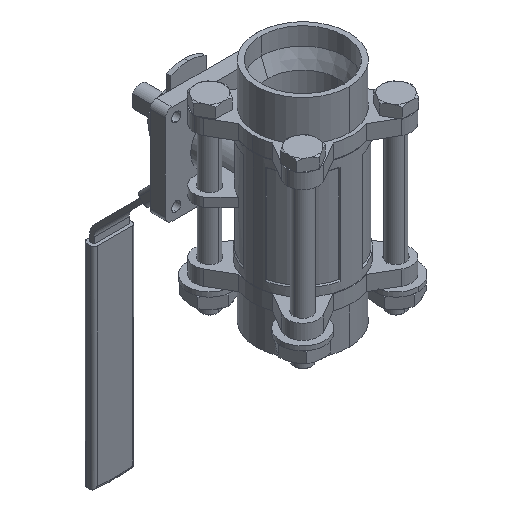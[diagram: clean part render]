
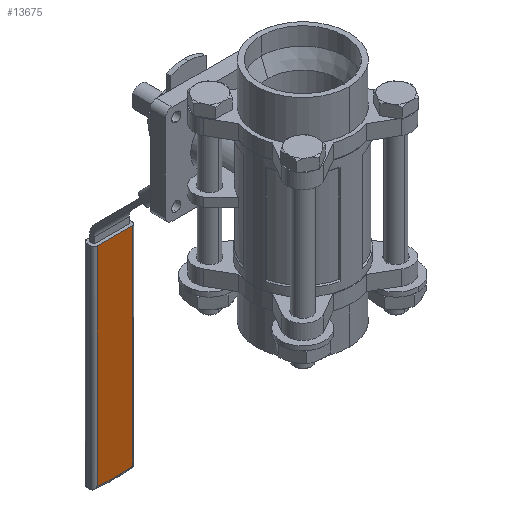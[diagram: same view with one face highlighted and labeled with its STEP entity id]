
A CAD part, isometric view. The second image highlights one B-rep face of the part: STEP entity #13675.
In plain terms, the highlighted planar face has unit normal (0, -1, 0).
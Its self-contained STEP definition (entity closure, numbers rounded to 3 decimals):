
#477 = AXIS2_PLACEMENT_3D ( 'NONE', #1431, #1440, #1441 ) ;
#1431 = CARTESIAN_POINT ( 'NONE',  ( 8., 31.5, -59.199 ) ) ;
#1437 = PLANE ( 'NONE',  #477 ) ;
#1440 = DIRECTION ( 'NONE',  ( 0., 1., 0. ) ) ;
#1441 = DIRECTION ( 'NONE',  ( 0., 0., 1. ) ) ;
#3585 = EDGE_CURVE ( 'NONE', #14857, #17365, #18285, .T. ) ;
#3591 = EDGE_CURVE ( 'NONE', #17366, #14844, #18292, .T. ) ;
#3599 = EDGE_CURVE ( 'NONE', #17365, #17366, #18300, .T. ) ;
#3600 = EDGE_CURVE ( 'NONE', #14844, #14857, #18302, .T. ) ;
#5535 = DIRECTION ( 'NONE',  ( 0., 0., 1. ) ) ;
#5545 = CARTESIAN_POINT ( 'NONE',  ( -8., 31.5, -156.8 ) ) ;
#5560 = DIRECTION ( 'NONE',  ( 0., -1., 0. ) ) ;
#5561 = DIRECTION ( 'NONE',  ( 0., 0., 1. ) ) ;
#5562 = CARTESIAN_POINT ( 'NONE',  ( 8., 31.5, -60.699 ) ) ;
#5563 = DIRECTION ( 'NONE',  ( 0., 0., -1. ) ) ;
#5576 = CARTESIAN_POINT ( 'NONE',  ( 0., 31.5, -85.971 ) ) ;
#9843 = CARTESIAN_POINT ( 'NONE',  ( 8., 31.5, -155.475 ) ) ;
#9855 = CARTESIAN_POINT ( 'NONE',  ( 8., 31.5, -60.699 ) ) ;
#12248 = CARTESIAN_POINT ( 'NONE',  ( -8., 31.5, -60.699 ) ) ;
#12249 = CARTESIAN_POINT ( 'NONE',  ( -8., 31.5, -155.475 ) ) ;
#13675 = ADVANCED_FACE ( 'NONE', ( #18600 ), #1437, .F. ) ;
#14844 = VERTEX_POINT ( 'NONE', #9843 ) ;
#14857 = VERTEX_POINT ( 'NONE', #9855 ) ;
#16335 = AXIS2_PLACEMENT_3D ( 'NONE', #5576, #5560, #5561 ) ;
#16707 = ORIENTED_EDGE ( 'NONE', *, *, #3585, .T. ) ;
#16708 = ORIENTED_EDGE ( 'NONE', *, *, #3599, .T. ) ;
#16709 = ORIENTED_EDGE ( 'NONE', *, *, #3591, .T. ) ;
#16710 = ORIENTED_EDGE ( 'NONE', *, *, #3600, .T. ) ;
#17328 = EDGE_LOOP ( 'NONE', ( #16707, #16708, #16709, #16710 ) ) ;
#17365 = VERTEX_POINT ( 'NONE', #12248 ) ;
#17366 = VERTEX_POINT ( 'NONE', #12249 ) ;
#17808 = DIRECTION ( 'NONE',  ( -1., 0., 0. ) ) ;
#17809 = CARTESIAN_POINT ( 'NONE',  ( 9.5, 31.5, -60.699 ) ) ;
#18285 = LINE ( 'NONE', #17809, #18287 ) ;
#18287 = VECTOR ( 'NONE', #17808, 1000. ) ;
#18292 = CIRCLE ( 'NONE', #16335, 69.964 ) ;
#18300 = LINE ( 'NONE', #5545, #18303 ) ;
#18302 = LINE ( 'NONE', #5562, #18305 ) ;
#18303 = VECTOR ( 'NONE', #5563, 1000. ) ;
#18305 = VECTOR ( 'NONE', #5535, 1000. ) ;
#18600 = FACE_OUTER_BOUND ( 'NONE', #17328, .T. ) ;
